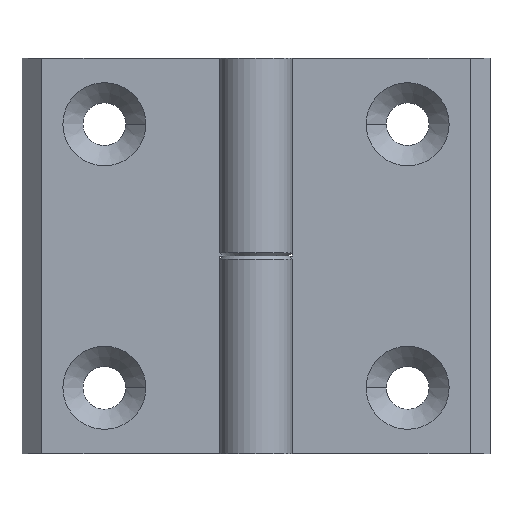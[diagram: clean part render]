
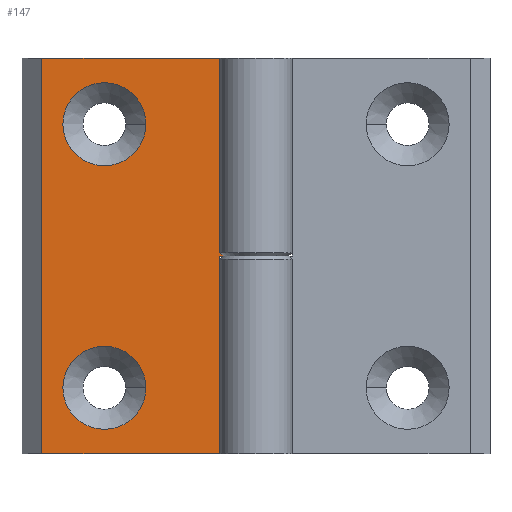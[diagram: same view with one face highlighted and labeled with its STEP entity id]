
A CAD part, top view. The second image highlights one B-rep face of the part: STEP entity #147.
In plain terms, the highlighted planar face has unit normal (0, 0, 1).
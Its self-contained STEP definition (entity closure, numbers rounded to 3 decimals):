
#12 = CARTESIAN_POINT ( 'NONE',  ( -5.5, 30., 0. ) ) ;
#16 = VECTOR ( 'NONE', #718, 1000. ) ;
#47 = DIRECTION ( 'NONE',  ( 0., 0., 1. ) ) ;
#79 = CARTESIAN_POINT ( 'NONE',  ( -29.3, -20., 0. ) ) ;
#87 = CARTESIAN_POINT ( 'NONE',  ( -16.7, -20., 0. ) ) ;
#89 = VECTOR ( 'NONE', #593, 1000. ) ;
#101 = PLANE ( 'NONE',  #357 ) ;
#102 = EDGE_CURVE ( 'NONE', #475, #1418, #993, .T. ) ;
#118 = EDGE_CURVE ( 'NONE', #922, #1129, #450, .T. ) ;
#147 = ADVANCED_FACE ( 'NONE', ( #329, #787, #1127 ), #101, .F. ) ;
#155 = DIRECTION ( 'NONE',  ( 1., 0., 0. ) ) ;
#168 = AXIS2_PLACEMENT_3D ( 'NONE', #771, #1008, #319 ) ;
#178 = CARTESIAN_POINT ( 'NONE',  ( 0., -5., 0. ) ) ;
#183 = DIRECTION ( 'NONE',  ( -0.707, 0.707, 0. ) ) ;
#184 = ORIENTED_EDGE ( 'NONE', *, *, #1372, .T. ) ;
#197 = CARTESIAN_POINT ( 'NONE',  ( -32.5, 30., 0. ) ) ;
#204 = CARTESIAN_POINT ( 'NONE',  ( -32.5, -30., 0. ) ) ;
#220 = EDGE_CURVE ( 'NONE', #521, #518, #1044, .T. ) ;
#252 = EDGE_LOOP ( 'NONE', ( #459, #943 ) ) ;
#258 = ORIENTED_EDGE ( 'NONE', *, *, #102, .F. ) ;
#266 = CARTESIAN_POINT ( 'NONE',  ( -29.3, 20., 0. ) ) ;
#299 = CARTESIAN_POINT ( 'NONE',  ( -23., 20., 0. ) ) ;
#302 = CARTESIAN_POINT ( 'NONE',  ( -5.5, 30., 0. ) ) ;
#307 = ORIENTED_EDGE ( 'NONE', *, *, #325, .F. ) ;
#319 = DIRECTION ( 'NONE',  ( 1., 0., 0. ) ) ;
#323 = LINE ( 'NONE', #204, #582 ) ;
#325 = EDGE_CURVE ( 'NONE', #1418, #475, #1348, .T. ) ;
#329 = FACE_BOUND ( 'NONE', #252, .T. ) ;
#336 = CARTESIAN_POINT ( 'NONE',  ( -5.5, 30., 0. ) ) ;
#357 = AXIS2_PLACEMENT_3D ( 'NONE', #564, #1036, #1264 ) ;
#361 = AXIS2_PLACEMENT_3D ( 'NONE', #588, #1070, #969 ) ;
#384 = AXIS2_PLACEMENT_3D ( 'NONE', #299, #47, #863 ) ;
#389 = CIRCLE ( 'NONE', #361, 6.3 ) ;
#409 = LINE ( 'NONE', #178, #540 ) ;
#450 = LINE ( 'NONE', #336, #1235 ) ;
#459 = ORIENTED_EDGE ( 'NONE', *, *, #1300, .F. ) ;
#468 = VERTEX_POINT ( 'NONE', #1119 ) ;
#475 = VERTEX_POINT ( 'NONE', #87 ) ;
#485 = LINE ( 'NONE', #1157, #16 ) ;
#518 = VERTEX_POINT ( 'NONE', #1358 ) ;
#520 = CARTESIAN_POINT ( 'NONE',  ( -5.5, 0., 0. ) ) ;
#521 = VERTEX_POINT ( 'NONE', #1133 ) ;
#529 = EDGE_LOOP ( 'NONE', ( #184, #624, #904, #1276, #999, #1203, #849 ) ) ;
#540 = VECTOR ( 'NONE', #183, 1000. ) ;
#564 = CARTESIAN_POINT ( 'NONE',  ( -32.5, 30., 0. ) ) ;
#582 = VECTOR ( 'NONE', #1450, 1000. ) ;
#585 = CARTESIAN_POINT ( 'NONE',  ( -5.5, 0.5, 0. ) ) ;
#588 = CARTESIAN_POINT ( 'NONE',  ( -23., 20., 0. ) ) ;
#593 = DIRECTION ( 'NONE',  ( 0., -1., 0. ) ) ;
#624 = ORIENTED_EDGE ( 'NONE', *, *, #1078, .T. ) ;
#625 = VERTEX_POINT ( 'NONE', #266 ) ;
#647 = EDGE_CURVE ( 'NONE', #468, #968, #485, .T. ) ;
#660 = EDGE_CURVE ( 'NONE', #625, #1407, #389, .T. ) ;
#718 = DIRECTION ( 'NONE',  ( -1., 0., 0. ) ) ;
#730 = CARTESIAN_POINT ( 'NONE',  ( -23., -20., 0. ) ) ;
#732 = EDGE_LOOP ( 'NONE', ( #258, #307 ) ) ;
#771 = CARTESIAN_POINT ( 'NONE',  ( -23., -20., 0. ) ) ;
#773 = LINE ( 'NONE', #197, #1257 ) ;
#787 = FACE_BOUND ( 'NONE', #732, .T. ) ;
#842 = CIRCLE ( 'NONE', #384, 6.3 ) ;
#849 = ORIENTED_EDGE ( 'NONE', *, *, #220, .T. ) ;
#863 = DIRECTION ( 'NONE',  ( 1., 0., 0. ) ) ;
#904 = ORIENTED_EDGE ( 'NONE', *, *, #647, .F. ) ;
#906 = DIRECTION ( 'NONE',  ( 0., -1., 0. ) ) ;
#922 = VERTEX_POINT ( 'NONE', #302 ) ;
#941 = CARTESIAN_POINT ( 'NONE',  ( -5.5, -30., 0. ) ) ;
#943 = ORIENTED_EDGE ( 'NONE', *, *, #660, .F. ) ;
#948 = DIRECTION ( 'NONE',  ( 1., 0., 0. ) ) ;
#954 = EDGE_CURVE ( 'NONE', #468, #1129, #409, .T. ) ;
#968 = VERTEX_POINT ( 'NONE', #520 ) ;
#969 = DIRECTION ( 'NONE',  ( 1., 0., 0. ) ) ;
#993 = CIRCLE ( 'NONE', #168, 6.3 ) ;
#999 = ORIENTED_EDGE ( 'NONE', *, *, #118, .F. ) ;
#1007 = EDGE_CURVE ( 'NONE', #521, #922, #773, .T. ) ;
#1008 = DIRECTION ( 'NONE',  ( 0., 0., 1. ) ) ;
#1031 = AXIS2_PLACEMENT_3D ( 'NONE', #730, #1182, #155 ) ;
#1036 = DIRECTION ( 'NONE',  ( 0., 0., -1. ) ) ;
#1044 = LINE ( 'NONE', #1363, #89 ) ;
#1049 = DIRECTION ( 'NONE',  ( 0., 1., 0. ) ) ;
#1070 = DIRECTION ( 'NONE',  ( 0., 0., 1. ) ) ;
#1078 = EDGE_CURVE ( 'NONE', #1080, #968, #1362, .T. ) ;
#1080 = VERTEX_POINT ( 'NONE', #941 ) ;
#1119 = CARTESIAN_POINT ( 'NONE',  ( -5., 0., 0. ) ) ;
#1126 = CARTESIAN_POINT ( 'NONE',  ( -16.7, 20., 0. ) ) ;
#1127 = FACE_OUTER_BOUND ( 'NONE', #529, .T. ) ;
#1129 = VERTEX_POINT ( 'NONE', #585 ) ;
#1133 = CARTESIAN_POINT ( 'NONE',  ( -32.5, 30., 0. ) ) ;
#1157 = CARTESIAN_POINT ( 'NONE',  ( 5.5, 0., 0. ) ) ;
#1182 = DIRECTION ( 'NONE',  ( 0., 0., 1. ) ) ;
#1203 = ORIENTED_EDGE ( 'NONE', *, *, #1007, .F. ) ;
#1235 = VECTOR ( 'NONE', #906, 1000. ) ;
#1257 = VECTOR ( 'NONE', #948, 1000. ) ;
#1264 = DIRECTION ( 'NONE',  ( -1., 0., 0. ) ) ;
#1276 = ORIENTED_EDGE ( 'NONE', *, *, #954, .T. ) ;
#1300 = EDGE_CURVE ( 'NONE', #1407, #625, #842, .T. ) ;
#1348 = CIRCLE ( 'NONE', #1031, 6.3 ) ;
#1358 = CARTESIAN_POINT ( 'NONE',  ( -32.5, -30., 0. ) ) ;
#1362 = LINE ( 'NONE', #12, #1402 ) ;
#1363 = CARTESIAN_POINT ( 'NONE',  ( -32.5, 30., 0. ) ) ;
#1372 = EDGE_CURVE ( 'NONE', #518, #1080, #323, .T. ) ;
#1402 = VECTOR ( 'NONE', #1049, 1000. ) ;
#1407 = VERTEX_POINT ( 'NONE', #1126 ) ;
#1418 = VERTEX_POINT ( 'NONE', #79 ) ;
#1450 = DIRECTION ( 'NONE',  ( 1., 0., 0. ) ) ;
